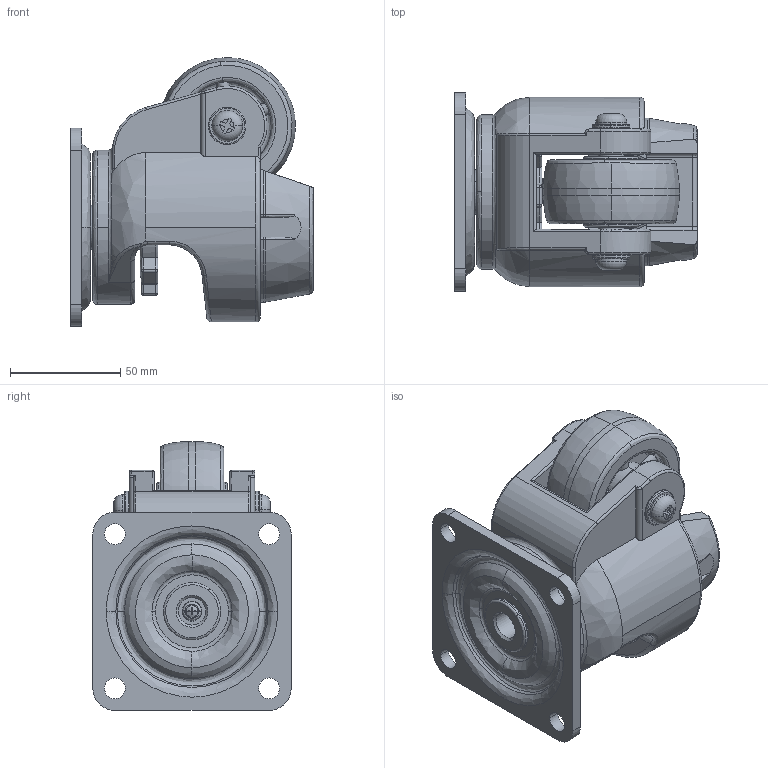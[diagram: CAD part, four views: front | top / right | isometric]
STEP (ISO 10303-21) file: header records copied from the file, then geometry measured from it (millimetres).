
FILE_DESCRIPTION (( 'STEP AP214' ), '1' );
FILE_NAME ('Êîëåñî â ñáîðå.STEP', '2025-08-26T08:39:32', ( '' ), ( '' ), 'SwSTEP 2.0', 'SolidWorks 2021', '' );
FILE_SCHEMA (( 'AUTOMOTIVE_DESIGN' ));
Length unit declared in the file: millimetre
Products named in the file (11): Áîëò áîêîâîé 2___; 扻豵鵨___; Êîëåñî â ñáîðå; Ïÿòêà___; 务黖__; ﾐ裙__; 鍔錓 搿膰碭嶱__; 扻錪攡___; 扻錼勷___; 砑鳧罻___; Îñíîâàíèå ïÿòêè___
Assembly tree (10 placements, depth 2):
  Êîëåñî â ñáîðå
    扻豵鵨___
    Ïÿòêà___
    Îñíîâàíèå ïÿòêè___
    扻錼勷___
    鍔錓 搿膰碭嶱__
    Áîëò áîêîâîé 2___
    务黖__
    扻錪攡___
    砑鳧罻___
    ﾐ裙__
Bounding box: 110 x 90 x 122 mm (x, y, z)
Volume: 335426.9 mm3; surface area: 126673.1 mm2
Topology: 11 solids, 12 shells, 1267 faces, 3366 edges, 2022 vertices
Faces by surface type: plane 442, cylinder 407, bspline 363, cone 47, torus 8
Entity records: 73123 total; most frequent: CARTESIAN_POINT 30950, ORIENTED_EDGE 6542, DIRECTION 4966, EDGE_CURVE 3274, VERTEX_POINT 2021, AXIS2_PLACEMENT_3D 1787, LINE 1392, VECTOR 1392
